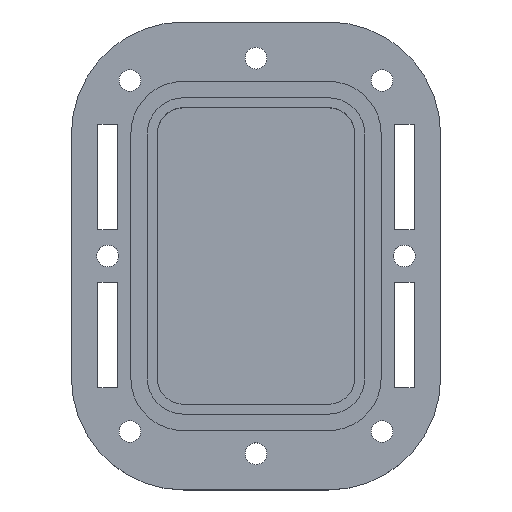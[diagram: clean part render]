
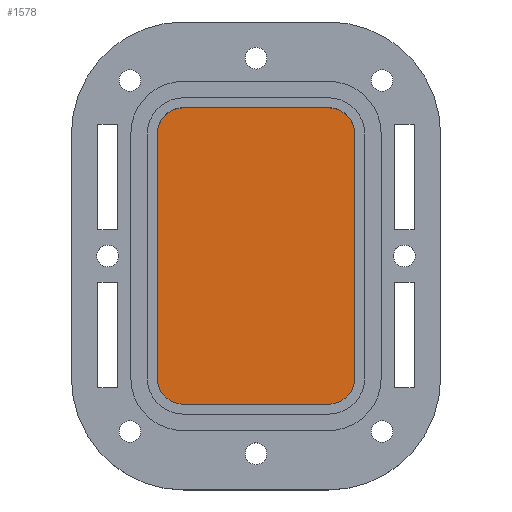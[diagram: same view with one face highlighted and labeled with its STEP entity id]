
A CAD part, top view. The second image highlights one B-rep face of the part: STEP entity #1578.
In plain terms, the highlighted planar face has unit normal (0, 0, 1).
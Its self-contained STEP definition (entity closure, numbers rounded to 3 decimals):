
#114=CIRCLE('',#1731,4.);
#115=CIRCLE('',#1732,4.);
#116=CIRCLE('',#1733,4.);
#117=CIRCLE('',#1734,4.);
#232=FACE_OUTER_BOUND('',#331,.T.);
#331=EDGE_LOOP('',(#1299,#1300,#1301,#1302,#1303,#1304,#1305,#1306));
#471=LINE('',#2605,#615);
#472=LINE('',#2609,#616);
#473=LINE('',#2613,#617);
#474=LINE('',#2616,#618);
#615=VECTOR('',#2106,10.);
#616=VECTOR('',#2109,10.);
#617=VECTOR('',#2112,10.);
#618=VECTOR('',#2115,10.);
#759=VERTEX_POINT('',#2601);
#760=VERTEX_POINT('',#2602);
#761=VERTEX_POINT('',#2604);
#762=VERTEX_POINT('',#2606);
#763=VERTEX_POINT('',#2608);
#764=VERTEX_POINT('',#2610);
#765=VERTEX_POINT('',#2612);
#766=VERTEX_POINT('',#2614);
#958=EDGE_CURVE('',#759,#760,#114,.F.);
#959=EDGE_CURVE('',#760,#761,#471,.F.);
#960=EDGE_CURVE('',#761,#762,#115,.F.);
#961=EDGE_CURVE('',#762,#763,#472,.F.);
#962=EDGE_CURVE('',#763,#764,#116,.F.);
#963=EDGE_CURVE('',#764,#765,#473,.F.);
#964=EDGE_CURVE('',#765,#766,#117,.F.);
#965=EDGE_CURVE('',#766,#759,#474,.F.);
#1299=ORIENTED_EDGE('',*,*,#958,.T.);
#1300=ORIENTED_EDGE('',*,*,#959,.T.);
#1301=ORIENTED_EDGE('',*,*,#960,.T.);
#1302=ORIENTED_EDGE('',*,*,#961,.T.);
#1303=ORIENTED_EDGE('',*,*,#962,.T.);
#1304=ORIENTED_EDGE('',*,*,#963,.T.);
#1305=ORIENTED_EDGE('',*,*,#964,.T.);
#1306=ORIENTED_EDGE('',*,*,#965,.T.);
#1505=PLANE('',#1730);
#1578=ADVANCED_FACE('',(#232),#1505,.T.);
#1730=AXIS2_PLACEMENT_3D('',#2600,#2102,#2103);
#1731=AXIS2_PLACEMENT_3D('',#2603,#2104,#2105);
#1732=AXIS2_PLACEMENT_3D('',#2607,#2107,#2108);
#1733=AXIS2_PLACEMENT_3D('',#2611,#2110,#2111);
#1734=AXIS2_PLACEMENT_3D('',#2615,#2113,#2114);
#2102=DIRECTION('center_axis',(0.,0.,1.));
#2103=DIRECTION('ref_axis',(1.,0.,0.));
#2104=DIRECTION('center_axis',(0.,0.,-1.));
#2105=DIRECTION('ref_axis',(0.,1.,0.));
#2106=DIRECTION('',(0.,1.,0.));
#2107=DIRECTION('center_axis',(0.,0.,-1.));
#2108=DIRECTION('ref_axis',(-1.,0.,0.));
#2109=DIRECTION('',(-1.,0.,0.));
#2110=DIRECTION('center_axis',(0.,0.,-1.));
#2111=DIRECTION('ref_axis',(0.,-1.,0.));
#2112=DIRECTION('',(0.,-1.,0.));
#2113=DIRECTION('center_axis',(0.,0.,-1.));
#2114=DIRECTION('ref_axis',(1.,0.,0.));
#2115=DIRECTION('',(1.,0.,0.));
#2600=CARTESIAN_POINT('Origin',(0.,0.,7.));
#2601=CARTESIAN_POINT('',(-11.,22.5,7.));
#2602=CARTESIAN_POINT('',(-15.,18.5,7.));
#2603=CARTESIAN_POINT('Origin',(-11.,18.5,7.));
#2604=CARTESIAN_POINT('',(-15.,-18.5,7.));
#2605=CARTESIAN_POINT('',(-15.,-9.25,7.));
#2606=CARTESIAN_POINT('',(-11.,-22.5,7.));
#2607=CARTESIAN_POINT('Origin',(-11.,-18.5,7.));
#2608=CARTESIAN_POINT('',(11.,-22.5,7.));
#2609=CARTESIAN_POINT('',(5.5,-22.5,7.));
#2610=CARTESIAN_POINT('',(15.,-18.5,7.));
#2611=CARTESIAN_POINT('Origin',(11.,-18.5,7.));
#2612=CARTESIAN_POINT('',(15.,18.5,7.));
#2613=CARTESIAN_POINT('',(15.,9.25,7.));
#2614=CARTESIAN_POINT('',(11.,22.5,7.));
#2615=CARTESIAN_POINT('Origin',(11.,18.5,7.));
#2616=CARTESIAN_POINT('',(-5.5,22.5,7.));
